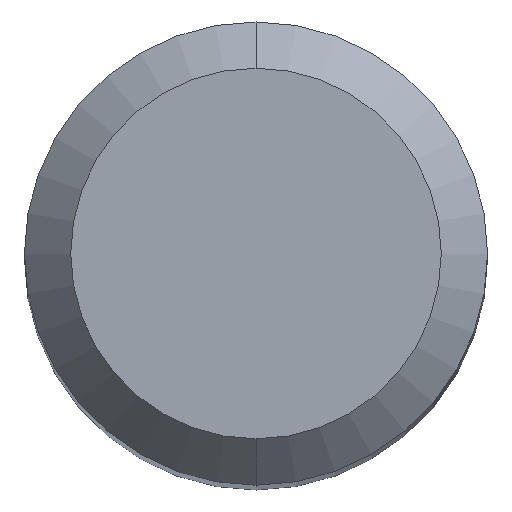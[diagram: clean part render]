
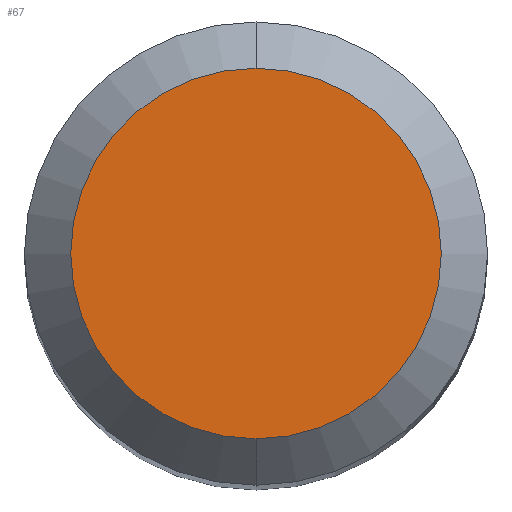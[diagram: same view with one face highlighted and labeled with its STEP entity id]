
A CAD part, top view. The second image highlights one B-rep face of the part: STEP entity #67.
In plain terms, the highlighted planar face has unit normal (0, 0, 1).
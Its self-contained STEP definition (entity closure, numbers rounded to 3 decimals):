
#67=ADVANCED_FACE('',(#140),#141,.T.);
#140=FACE_OUTER_BOUND('',#221,.T.);
#141=PLANE('',#222);
#221=EDGE_LOOP('',(#324,#325));
#222=AXIS2_PLACEMENT_3D('',#326,#327,#328);
#324=ORIENTED_EDGE('',*,*,#411,.F.);
#325=ORIENTED_EDGE('',*,*,#435,.F.);
#326=CARTESIAN_POINT('',(0.,1.2,36.));
#327=DIRECTION('',(0.,0.,1.0));
#328=DIRECTION('',(0.,-1.0,0.));
#411=EDGE_CURVE('',#476,#479,#480,.T.);
#435=EDGE_CURVE('',#479,#476,#511,.T.);
#476=VERTEX_POINT('',#550);
#479=VERTEX_POINT('',#554);
#480=CIRCLE('',#555,2.4);
#511=CIRCLE('',#593,2.4);
#550=CARTESIAN_POINT('',(0.,2.4,36.));
#554=CARTESIAN_POINT('',(0.,-2.4,36.));
#555=AXIS2_PLACEMENT_3D('',#626,#627,#628);
#593=AXIS2_PLACEMENT_3D('',#660,#661,#662);
#626=CARTESIAN_POINT('',(0.,0.0,36.));
#627=DIRECTION('',(0.,0.0,-1.0));
#628=DIRECTION('',(0.0,1.0,0.0));
#660=CARTESIAN_POINT('',(0.,0.0,36.));
#661=DIRECTION('',(0.,0.0,-1.0));
#662=DIRECTION('',(0.0,1.0,0.0));
